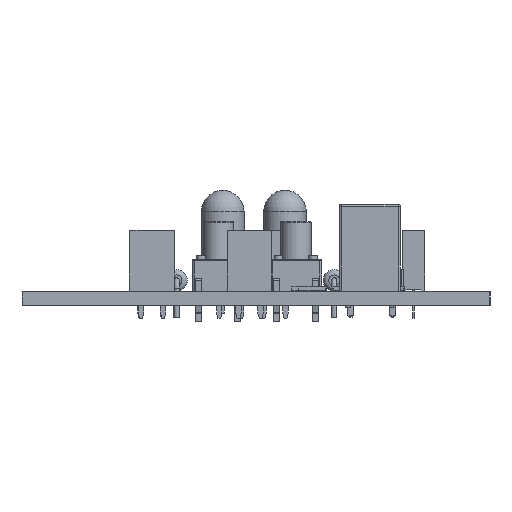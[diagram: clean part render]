
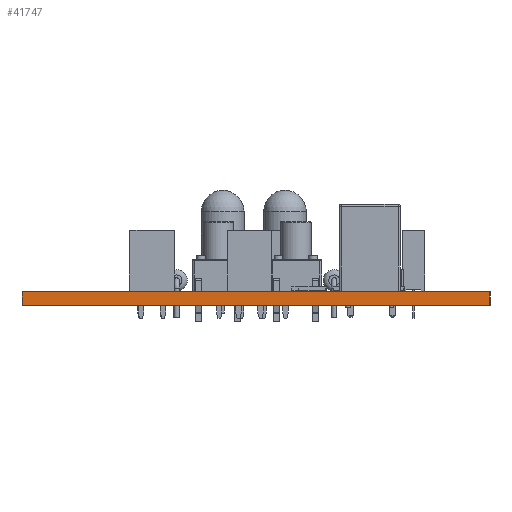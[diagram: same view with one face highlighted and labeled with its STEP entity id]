
A CAD part, left-side view. The second image highlights one B-rep face of the part: STEP entity #41747.
In plain terms, the highlighted planar face has unit normal (-1, 0, 0).
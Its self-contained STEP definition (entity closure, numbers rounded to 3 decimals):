
#32462 = PLANE('',#32463);
#32463 = AXIS2_PLACEMENT_3D('',#32464,#32465,#32466);
#32464 = CARTESIAN_POINT('',(154.204,-93.051,1.6));
#32465 = DIRECTION('',(-0.,-0.,-1.));
#32466 = DIRECTION('',(-1.,0.,0.));
#32516 = PLANE('',#32517);
#32517 = AXIS2_PLACEMENT_3D('',#32518,#32519,#32520);
#32518 = CARTESIAN_POINT('',(154.204,-93.051,0.));
#32519 = DIRECTION('',(-0.,-0.,-1.));
#32520 = DIRECTION('',(-1.,0.,0.));
#32549 = PLANE('',#32550);
#32550 = AXIS2_PLACEMENT_3D('',#32551,#32552,#32553);
#32551 = CARTESIAN_POINT('',(103.95,-66.05,0.));
#32552 = DIRECTION('',(0.,1.,0.));
#32553 = DIRECTION('',(1.,0.,0.));
#32765 = VERTEX_POINT('',#32766);
#32766 = CARTESIAN_POINT('',(103.95,-119.8,0.));
#32780 = PLANE('',#32781);
#32781 = AXIS2_PLACEMENT_3D('',#32782,#32783,#32784);
#32782 = CARTESIAN_POINT('',(203.5,-119.8,0.));
#32783 = DIRECTION('',(0.,-1.,0.));
#32784 = DIRECTION('',(-1.,0.,0.));
#32792 = EDGE_CURVE('',#32765,#32793,#32795,.T.);
#32793 = VERTEX_POINT('',#32794);
#32794 = CARTESIAN_POINT('',(103.95,-66.05,0.));
#32795 = SURFACE_CURVE('',#32796,(#32800,#32807),.PCURVE_S1.);
#32796 = LINE('',#32797,#32798);
#32797 = CARTESIAN_POINT('',(103.95,-119.8,0.));
#32798 = VECTOR('',#32799,1.);
#32799 = DIRECTION('',(0.,1.,0.));
#32800 = PCURVE('',#32516,#32801);
#32801 = DEFINITIONAL_REPRESENTATION('',(#32802),#32806);
#32802 = LINE('',#32803,#32804);
#32803 = CARTESIAN_POINT('',(50.254,-26.749));
#32804 = VECTOR('',#32805,1.);
#32805 = DIRECTION('',(0.,1.));
#32806 = ( GEOMETRIC_REPRESENTATION_CONTEXT(2) 
PARAMETRIC_REPRESENTATION_CONTEXT() REPRESENTATION_CONTEXT('2D SPACE',''
  ) );
#32807 = PCURVE('',#32808,#32813);
#32808 = PLANE('',#32809);
#32809 = AXIS2_PLACEMENT_3D('',#32810,#32811,#32812);
#32810 = CARTESIAN_POINT('',(103.95,-119.8,0.));
#32811 = DIRECTION('',(-1.,0.,0.));
#32812 = DIRECTION('',(0.,1.,0.));
#32813 = DEFINITIONAL_REPRESENTATION('',(#32814),#32818);
#32814 = LINE('',#32815,#32816);
#32815 = CARTESIAN_POINT('',(0.,0.));
#32816 = VECTOR('',#32817,1.);
#32817 = DIRECTION('',(1.,0.));
#32818 = ( GEOMETRIC_REPRESENTATION_CONTEXT(2) 
PARAMETRIC_REPRESENTATION_CONTEXT() REPRESENTATION_CONTEXT('2D SPACE',''
  ) );
#37607 = VERTEX_POINT('',#37608);
#37608 = CARTESIAN_POINT('',(103.95,-119.8,1.6));
#37629 = EDGE_CURVE('',#37607,#37630,#37632,.T.);
#37630 = VERTEX_POINT('',#37631);
#37631 = CARTESIAN_POINT('',(103.95,-66.05,1.6));
#37632 = SURFACE_CURVE('',#37633,(#37637,#37644),.PCURVE_S1.);
#37633 = LINE('',#37634,#37635);
#37634 = CARTESIAN_POINT('',(103.95,-119.8,1.6));
#37635 = VECTOR('',#37636,1.);
#37636 = DIRECTION('',(0.,1.,0.));
#37637 = PCURVE('',#32462,#37638);
#37638 = DEFINITIONAL_REPRESENTATION('',(#37639),#37643);
#37639 = LINE('',#37640,#37641);
#37640 = CARTESIAN_POINT('',(50.254,-26.749));
#37641 = VECTOR('',#37642,1.);
#37642 = DIRECTION('',(0.,1.));
#37643 = ( GEOMETRIC_REPRESENTATION_CONTEXT(2) 
PARAMETRIC_REPRESENTATION_CONTEXT() REPRESENTATION_CONTEXT('2D SPACE',''
  ) );
#37644 = PCURVE('',#32808,#37645);
#37645 = DEFINITIONAL_REPRESENTATION('',(#37646),#37650);
#37646 = LINE('',#37647,#37648);
#37647 = CARTESIAN_POINT('',(0.,-1.6));
#37648 = VECTOR('',#37649,1.);
#37649 = DIRECTION('',(1.,0.));
#37650 = ( GEOMETRIC_REPRESENTATION_CONTEXT(2) 
PARAMETRIC_REPRESENTATION_CONTEXT() REPRESENTATION_CONTEXT('2D SPACE',''
  ) );
#41697 = EDGE_CURVE('',#32793,#37630,#41698,.T.);
#41698 = SURFACE_CURVE('',#41699,(#41703,#41710),.PCURVE_S1.);
#41699 = LINE('',#41700,#41701);
#41700 = CARTESIAN_POINT('',(103.95,-66.05,0.));
#41701 = VECTOR('',#41702,1.);
#41702 = DIRECTION('',(0.,0.,1.));
#41703 = PCURVE('',#32549,#41704);
#41704 = DEFINITIONAL_REPRESENTATION('',(#41705),#41709);
#41705 = LINE('',#41706,#41707);
#41706 = CARTESIAN_POINT('',(0.,0.));
#41707 = VECTOR('',#41708,1.);
#41708 = DIRECTION('',(0.,-1.));
#41709 = ( GEOMETRIC_REPRESENTATION_CONTEXT(2) 
PARAMETRIC_REPRESENTATION_CONTEXT() REPRESENTATION_CONTEXT('2D SPACE',''
  ) );
#41710 = PCURVE('',#32808,#41711);
#41711 = DEFINITIONAL_REPRESENTATION('',(#41712),#41716);
#41712 = LINE('',#41713,#41714);
#41713 = CARTESIAN_POINT('',(53.75,0.));
#41714 = VECTOR('',#41715,1.);
#41715 = DIRECTION('',(0.,-1.));
#41716 = ( GEOMETRIC_REPRESENTATION_CONTEXT(2) 
PARAMETRIC_REPRESENTATION_CONTEXT() REPRESENTATION_CONTEXT('2D SPACE',''
  ) );
#41747 = ADVANCED_FACE('',(#41748),#32808,.T.);
#41748 = FACE_BOUND('',#41749,.T.);
#41749 = EDGE_LOOP('',(#41750,#41771,#41772,#41773));
#41750 = ORIENTED_EDGE('',*,*,#41751,.T.);
#41751 = EDGE_CURVE('',#32765,#37607,#41752,.T.);
#41752 = SURFACE_CURVE('',#41753,(#41757,#41764),.PCURVE_S1.);
#41753 = LINE('',#41754,#41755);
#41754 = CARTESIAN_POINT('',(103.95,-119.8,0.));
#41755 = VECTOR('',#41756,1.);
#41756 = DIRECTION('',(0.,0.,1.));
#41757 = PCURVE('',#32808,#41758);
#41758 = DEFINITIONAL_REPRESENTATION('',(#41759),#41763);
#41759 = LINE('',#41760,#41761);
#41760 = CARTESIAN_POINT('',(0.,0.));
#41761 = VECTOR('',#41762,1.);
#41762 = DIRECTION('',(0.,-1.));
#41763 = ( GEOMETRIC_REPRESENTATION_CONTEXT(2) 
PARAMETRIC_REPRESENTATION_CONTEXT() REPRESENTATION_CONTEXT('2D SPACE',''
  ) );
#41764 = PCURVE('',#32780,#41765);
#41765 = DEFINITIONAL_REPRESENTATION('',(#41766),#41770);
#41766 = LINE('',#41767,#41768);
#41767 = CARTESIAN_POINT('',(99.55,0.));
#41768 = VECTOR('',#41769,1.);
#41769 = DIRECTION('',(0.,-1.));
#41770 = ( GEOMETRIC_REPRESENTATION_CONTEXT(2) 
PARAMETRIC_REPRESENTATION_CONTEXT() REPRESENTATION_CONTEXT('2D SPACE',''
  ) );
#41771 = ORIENTED_EDGE('',*,*,#37629,.T.);
#41772 = ORIENTED_EDGE('',*,*,#41697,.F.);
#41773 = ORIENTED_EDGE('',*,*,#32792,.F.);
